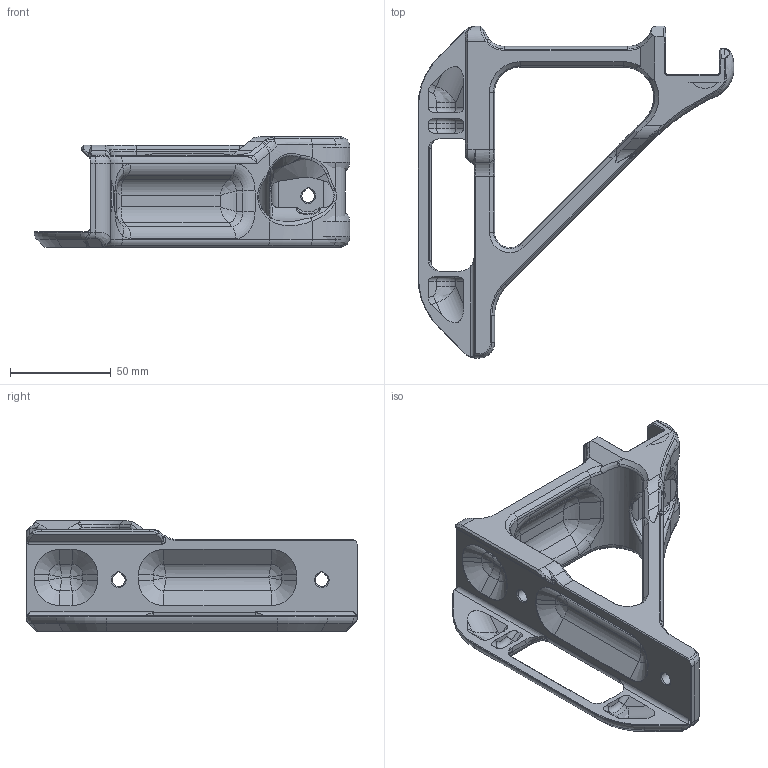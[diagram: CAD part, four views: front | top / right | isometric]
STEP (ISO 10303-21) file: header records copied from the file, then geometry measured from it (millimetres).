
FILE_DESCRIPTION(/* description */ (''),/* implementation_level */ '2;1');
FILE_NAME(/* name */ 'BarMount_F3-01_014.step',/* time_stamp */ '2021-05-30T22:01:16-04:00',/* author */ (''),/* organization */ (''),/* preprocessor_version */ 'ST-DEVELOPER v18.1',/* originating_system */ 'Autodesk Translation Framework v10.9.0.1377',/* authorisation */ '');
FILE_SCHEMA (('AUTOMOTIVE_DESIGN { 1 0 10303 214 3 1 1 }'));
Length unit declared in the file: inch
Products named in the file (1): (Unsaved)
Bounding box: 157.21 x 165.1 x 54.86 mm (x, y, z)
Volume: 193414.8 mm3; surface area: 59970.5 mm2
Topology: 3 solids, 3 shells, 530 faces, 1315 edges, 771 vertices
Faces by surface type: plane 155, cylinder 140, bspline 126, cone 59, torus 48, sphere 2
Entity records: 20107 total; most frequent: CARTESIAN_POINT 8400, ORIENTED_EDGE 2588, DIRECTION 2221, EDGE_CURVE 1294, AXIS2_PLACEMENT_3D 839, VERTEX_POINT 771, EDGE_LOOP 543, LINE 543
